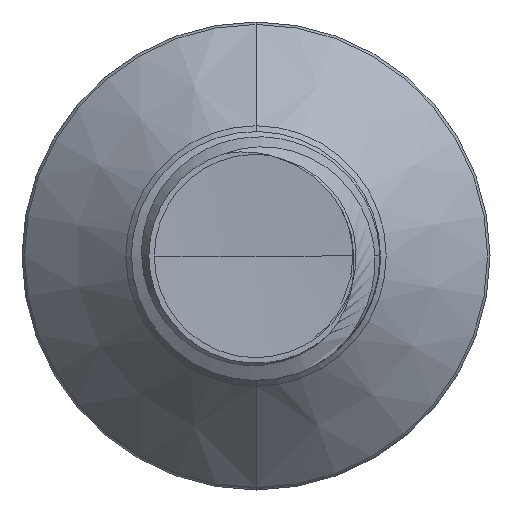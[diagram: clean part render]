
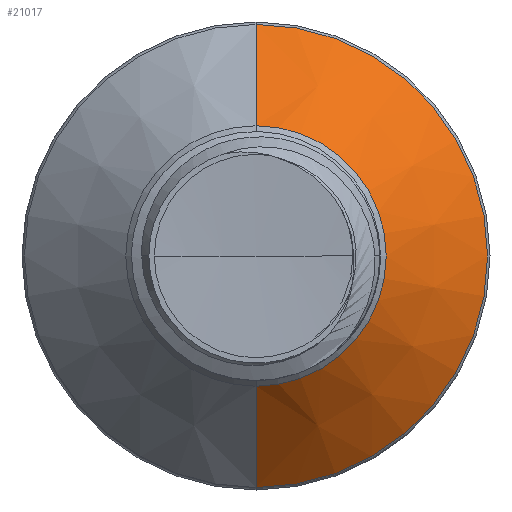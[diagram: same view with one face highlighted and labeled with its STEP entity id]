
A CAD part, front view. The second image highlights one B-rep face of the part: STEP entity #21017.
In plain terms, the highlighted conical face has half-angle 45 degrees and reference radius 1.308 mm.
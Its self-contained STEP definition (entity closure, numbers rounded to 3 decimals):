
#610 = CARTESIAN_POINT ( 'NONE',  ( 0., 6.472, 2.325 ) ) ;
#1229 = DIRECTION ( 'NONE',  ( 0., 0., 1. ) ) ;
#2153 = VECTOR ( 'NONE', #11674, 1000. ) ;
#3049 = ORIENTED_EDGE ( 'NONE', *, *, #18768, .T. ) ;
#4145 = VERTEX_POINT ( 'NONE', #15619 ) ;
#4180 = DIRECTION ( 'NONE',  ( 0., 1., 0. ) ) ;
#4383 = CONICAL_SURFACE ( 'NONE', #11155, 1.308, 0.785 ) ;
#4422 = CARTESIAN_POINT ( 'NONE',  ( 0., 5.455, -1.308 ) ) ;
#5004 = DIRECTION ( 'NONE',  ( 0., 1., 0. ) ) ;
#6668 = DIRECTION ( 'NONE',  ( 0., 1., 0. ) ) ;
#6947 = LINE ( 'NONE', #20122, #2153 ) ;
#9459 = DIRECTION ( 'NONE',  ( 0., 0.707, -0.707 ) ) ;
#9524 = CARTESIAN_POINT ( 'NONE',  ( 0., 6.472, -2.325 ) ) ;
#9654 = FACE_OUTER_BOUND ( 'NONE', #12421, .T. ) ;
#10134 = CARTESIAN_POINT ( 'NONE',  ( 0., 5.455, 0. ) ) ;
#11155 = AXIS2_PLACEMENT_3D ( 'NONE', #10134, #5004, #1229 ) ;
#11674 = DIRECTION ( 'NONE',  ( 0., 0.707, 0.707 ) ) ;
#12421 = EDGE_LOOP ( 'NONE', ( #21118, #3049, #12465, #21654 ) ) ;
#12465 = ORIENTED_EDGE ( 'NONE', *, *, #16414, .F. ) ;
#12503 = VERTEX_POINT ( 'NONE', #16692 ) ;
#14268 = VECTOR ( 'NONE', #9459, 1000. ) ;
#14687 = CARTESIAN_POINT ( 'NONE',  ( 0., 6.472, 0. ) ) ;
#14825 = LINE ( 'NONE', #4422, #14268 ) ;
#15031 = VERTEX_POINT ( 'NONE', #9524 ) ;
#15251 = EDGE_CURVE ( 'NONE', #4145, #20761, #6947, .T. ) ;
#15619 = CARTESIAN_POINT ( 'NONE',  ( 0., 5.455, 1.308 ) ) ;
#16414 = EDGE_CURVE ( 'NONE', #20761, #15031, #20553, .T. ) ;
#16454 = DIRECTION ( 'NONE',  ( 0., 0., 1. ) ) ;
#16692 = CARTESIAN_POINT ( 'NONE',  ( 0., 5.455, -1.308 ) ) ;
#17122 = CARTESIAN_POINT ( 'NONE',  ( 0., 5.455, 0. ) ) ;
#18665 = CIRCLE ( 'NONE', #21277, 1.308 ) ;
#18768 = EDGE_CURVE ( 'NONE', #12503, #15031, #14825, .T. ) ;
#18852 = AXIS2_PLACEMENT_3D ( 'NONE', #14687, #4180, #16454 ) ;
#18883 = DIRECTION ( 'NONE',  ( 0., 0., 1. ) ) ;
#19874 = EDGE_CURVE ( 'NONE', #4145, #12503, #18665, .T. ) ;
#20122 = CARTESIAN_POINT ( 'NONE',  ( 0., 5.455, 1.308 ) ) ;
#20553 = CIRCLE ( 'NONE', #18852, 2.325 ) ;
#20761 = VERTEX_POINT ( 'NONE', #610 ) ;
#21017 = ADVANCED_FACE ( 'NONE', ( #9654 ), #4383, .T. ) ;
#21118 = ORIENTED_EDGE ( 'NONE', *, *, #19874, .T. ) ;
#21277 = AXIS2_PLACEMENT_3D ( 'NONE', #17122, #6668, #18883 ) ;
#21654 = ORIENTED_EDGE ( 'NONE', *, *, #15251, .F. ) ;
